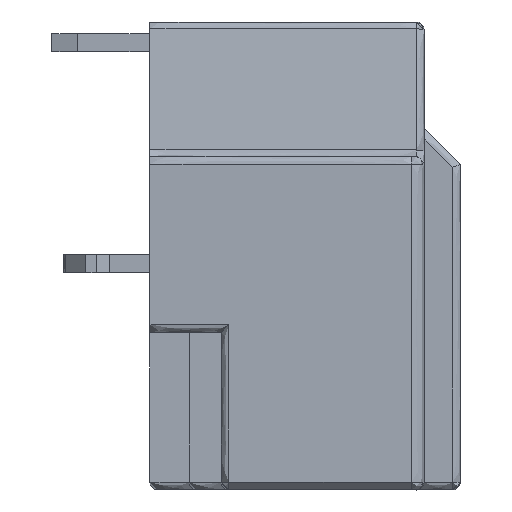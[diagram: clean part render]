
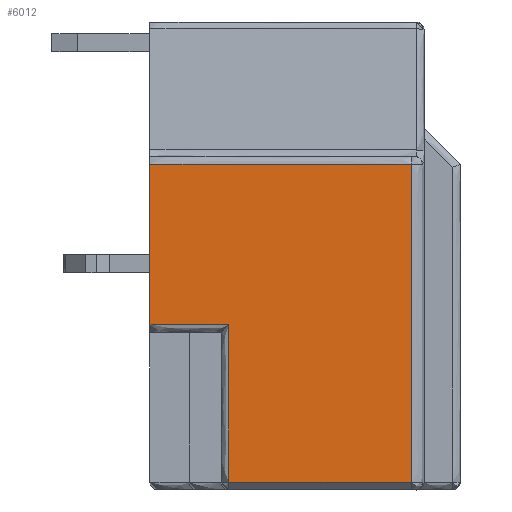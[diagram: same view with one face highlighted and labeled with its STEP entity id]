
A CAD part, left-side view. The second image highlights one B-rep face of the part: STEP entity #6012.
In plain terms, the highlighted free-form (B-spline) face has degree [1, 1] with [2, 2] control points.
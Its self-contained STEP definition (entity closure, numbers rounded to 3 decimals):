
#2948=CARTESIAN_POINT('',(-14.75,6.39,4.4));
#2949=VERTEX_POINT('',#2948);
#2958=CARTESIAN_POINT('',(-14.75,6.39,10.6));
#2959=VERTEX_POINT('',#2958);
#2960=CARTESIAN_POINT('',(-14.75,6.39,4.4));
#2961=CARTESIAN_POINT('',(-14.75,6.39,10.6));
#2962=B_SPLINE_CURVE_WITH_KNOTS('',1,(#2960,#2961),.POLYLINE_FORM.,.F.,.U.,(2,2),(0.,1.),.UNSPECIFIED.);
#2963=EDGE_CURVE('',#2949,#2959,#2962,.T.);
#5839=CARTESIAN_POINT('',(-14.75,-3.71,10.6));
#5840=VERTEX_POINT('',#5839);
#5881=CARTESIAN_POINT('',(-14.75,-3.71,-1.7));
#5882=VERTEX_POINT('',#5881);
#5883=CARTESIAN_POINT('',(-14.75,-3.71,10.6));
#5884=CARTESIAN_POINT('',(-14.75,-3.71,-1.7));
#5885=B_SPLINE_CURVE_WITH_KNOTS('',1,(#5883,#5884),.POLYLINE_FORM.,.F.,.U.,(2,2),(0.,1.),.UNSPECIFIED.);
#5886=EDGE_CURVE('',#5840,#5882,#5885,.T.);
#5959=CARTESIAN_POINT('',(-14.75,3.34,-1.7));
#5960=VERTEX_POINT('',#5959);
#5977=CARTESIAN_POINT('',(-14.75,-3.71,-1.7));
#5978=CARTESIAN_POINT('',(-14.75,3.34,-1.7));
#5979=B_SPLINE_CURVE_WITH_KNOTS('',1,(#5977,#5978),.POLYLINE_FORM.,.F.,.U.,(2,2),(0.,1.),.UNSPECIFIED.);
#5980=EDGE_CURVE('',#5882,#5960,#5979,.T.);
#5985=CARTESIAN_POINT('',(-14.75,-14.575,20.366));
#5986=CARTESIAN_POINT('',(-14.75,-14.575,-11.466));
#5987=CARTESIAN_POINT('',(-14.75,17.256,20.366));
#5988=CARTESIAN_POINT('',(-14.75,17.256,-11.466));
#5989=B_SPLINE_SURFACE_WITH_KNOTS('',1,1,((#5985,#5986),(#5987,#5988)),.PLANE_SURF.,.F.,.F.,.U.,(2,2),(2,2),(0.,1.),(0.,1.),.UNSPECIFIED.);
#5990=CARTESIAN_POINT('',(-14.75,3.34,4.4));
#5991=VERTEX_POINT('',#5990);
#5992=CARTESIAN_POINT('',(-14.75,3.34,4.4));
#5993=CARTESIAN_POINT('',(-14.75,3.34,-1.7));
#5994=B_SPLINE_CURVE_WITH_KNOTS('',1,(#5992,#5993),.POLYLINE_FORM.,.F.,.U.,(2,2),(0.,1.),.UNSPECIFIED.);
#5995=EDGE_CURVE('',#5991,#5960,#5994,.T.);
#5996=ORIENTED_EDGE('',*,*,#5995,.T.);
#5997=ORIENTED_EDGE('',*,*,#5980,.F.);
#5998=ORIENTED_EDGE('',*,*,#5886,.F.);
#5999=CARTESIAN_POINT('',(-14.75,-3.71,10.6));
#6000=CARTESIAN_POINT('',(-14.75,6.39,10.6));
#6001=B_SPLINE_CURVE_WITH_KNOTS('',1,(#5999,#6000),.POLYLINE_FORM.,.F.,.U.,(2,2),(0.,1.),.UNSPECIFIED.);
#6002=EDGE_CURVE('',#5840,#2959,#6001,.T.);
#6003=ORIENTED_EDGE('',*,*,#6002,.T.);
#6004=ORIENTED_EDGE('',*,*,#2963,.F.);
#6005=CARTESIAN_POINT('',(-14.75,6.39,4.4));
#6006=CARTESIAN_POINT('',(-14.75,3.34,4.4));
#6007=B_SPLINE_CURVE_WITH_KNOTS('',1,(#6005,#6006),.POLYLINE_FORM.,.F.,.U.,(2,2),(0.,1.),.UNSPECIFIED.);
#6008=EDGE_CURVE('',#2949,#5991,#6007,.T.);
#6009=ORIENTED_EDGE('',*,*,#6008,.T.);
#6010=EDGE_LOOP('',(#5996,#5997,#5998,#6003,#6004,#6009));
#6011=FACE_OUTER_BOUND('',#6010,.T.);
#6012=ADVANCED_FACE('',(#6011),#5989,.T.);
